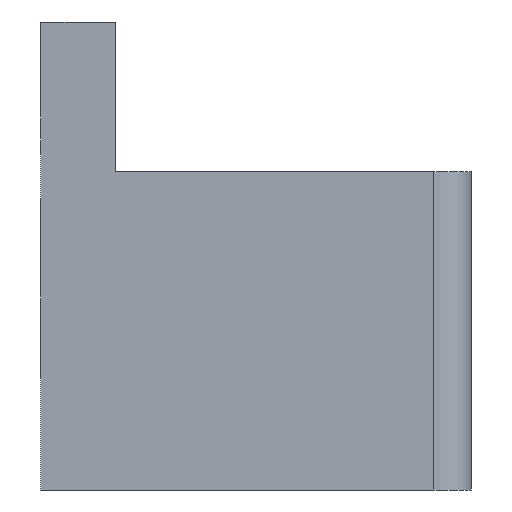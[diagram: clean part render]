
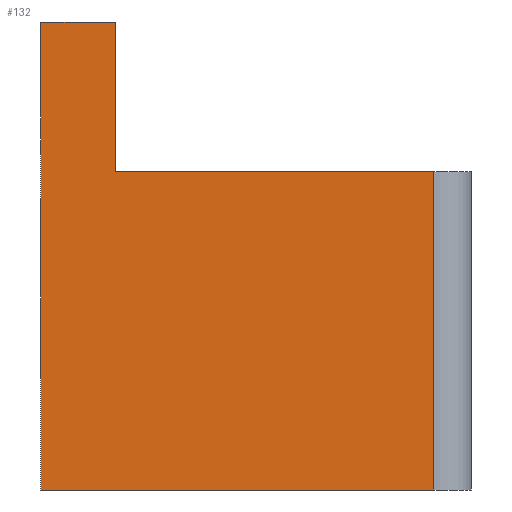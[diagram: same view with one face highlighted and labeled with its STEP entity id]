
A CAD part, left-side view. The second image highlights one B-rep face of the part: STEP entity #132.
In plain terms, the highlighted planar face has unit normal (-1, 0, 0).
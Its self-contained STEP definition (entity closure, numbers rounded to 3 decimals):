
#23 = CARTESIAN_POINT ( 'NONE',  ( -13., 19., 25. ) ) ;
#45 = ORIENTED_EDGE ( 'NONE', *, *, #463, .T. ) ;
#46 = CARTESIAN_POINT ( 'NONE',  ( -13., 2., 17. ) ) ;
#88 = DIRECTION ( 'NONE',  ( 0., 0., -1. ) ) ;
#131 = CARTESIAN_POINT ( 'NONE',  ( -13., 23., 25. ) ) ;
#132 = ADVANCED_FACE ( 'NONE', ( #602 ), #939, .F. ) ;
#164 = ORIENTED_EDGE ( 'NONE', *, *, #912, .F. ) ;
#187 = DIRECTION ( 'NONE',  ( 0., 0., -1. ) ) ;
#198 = DIRECTION ( 'NONE',  ( 0., -1., 0. ) ) ;
#216 = ORIENTED_EDGE ( 'NONE', *, *, #793, .F. ) ;
#235 = LINE ( 'NONE', #618, #593 ) ;
#260 = CARTESIAN_POINT ( 'NONE',  ( -13., 23., 17. ) ) ;
#323 = EDGE_LOOP ( 'NONE', ( #741, #45, #398, #216, #164, #745 ) ) ;
#324 = CARTESIAN_POINT ( 'NONE',  ( -13., 19., 17. ) ) ;
#332 = VECTOR ( 'NONE', #198, 1000. ) ;
#398 = ORIENTED_EDGE ( 'NONE', *, *, #890, .F. ) ;
#428 = CARTESIAN_POINT ( 'NONE',  ( -13., 0., 17. ) ) ;
#444 = CARTESIAN_POINT ( 'NONE',  ( -13., 19., 25. ) ) ;
#463 = EDGE_CURVE ( 'NONE', #656, #626, #755, .T. ) ;
#474 = VECTOR ( 'NONE', #904, 1000. ) ;
#494 = CARTESIAN_POINT ( 'NONE',  ( -13., 2., 17. ) ) ;
#496 = LINE ( 'NONE', #428, #474 ) ;
#523 = EDGE_CURVE ( 'NONE', #613, #656, #235, .T. ) ;
#528 = VECTOR ( 'NONE', #830, 1000. ) ;
#530 = CARTESIAN_POINT ( 'NONE',  ( -13., 23., 0. ) ) ;
#558 = DIRECTION ( 'NONE',  ( 0., -1., 0. ) ) ;
#575 = DIRECTION ( 'NONE',  ( 0., 1., 0. ) ) ;
#593 = VECTOR ( 'NONE', #558, 1000. ) ;
#602 = FACE_OUTER_BOUND ( 'NONE', #323, .T. ) ;
#613 = VERTEX_POINT ( 'NONE', #530 ) ;
#618 = CARTESIAN_POINT ( 'NONE',  ( -13., 0., 0. ) ) ;
#626 = VERTEX_POINT ( 'NONE', #46 ) ;
#639 = VERTEX_POINT ( 'NONE', #324 ) ;
#656 = VERTEX_POINT ( 'NONE', #978 ) ;
#677 = VERTEX_POINT ( 'NONE', #131 ) ;
#692 = CARTESIAN_POINT ( 'NONE',  ( -13., 0., 17. ) ) ;
#707 = AXIS2_PLACEMENT_3D ( 'NONE', #692, #845, #575 ) ;
#729 = VERTEX_POINT ( 'NONE', #23 ) ;
#741 = ORIENTED_EDGE ( 'NONE', *, *, #523, .T. ) ;
#745 = ORIENTED_EDGE ( 'NONE', *, *, #822, .T. ) ;
#755 = LINE ( 'NONE', #494, #528 ) ;
#793 = EDGE_CURVE ( 'NONE', #729, #639, #1007, .T. ) ;
#822 = EDGE_CURVE ( 'NONE', #677, #613, #832, .T. ) ;
#830 = DIRECTION ( 'NONE',  ( 0., 0., 1. ) ) ;
#832 = LINE ( 'NONE', #260, #910 ) ;
#845 = DIRECTION ( 'NONE',  ( 1., 0., 0. ) ) ;
#890 = EDGE_CURVE ( 'NONE', #639, #626, #496, .T. ) ;
#894 = LINE ( 'NONE', #1006, #332 ) ;
#904 = DIRECTION ( 'NONE',  ( 0., -1., 0. ) ) ;
#910 = VECTOR ( 'NONE', #88, 1000. ) ;
#912 = EDGE_CURVE ( 'NONE', #677, #729, #894, .T. ) ;
#939 = PLANE ( 'NONE',  #707 ) ;
#978 = CARTESIAN_POINT ( 'NONE',  ( -13., 2., 0. ) ) ;
#979 = VECTOR ( 'NONE', #187, 1000. ) ;
#1006 = CARTESIAN_POINT ( 'NONE',  ( -13., 23., 25. ) ) ;
#1007 = LINE ( 'NONE', #444, #979 ) ;
